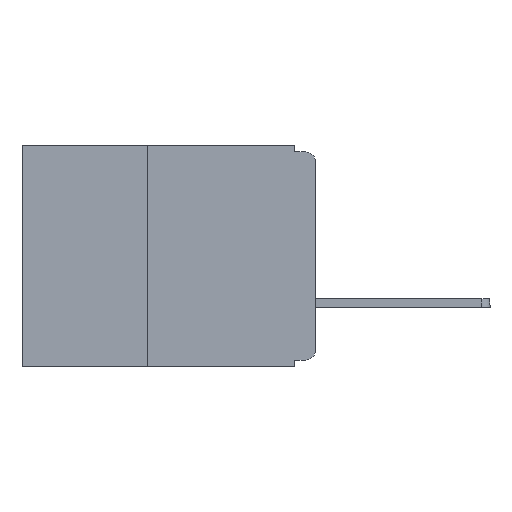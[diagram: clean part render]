
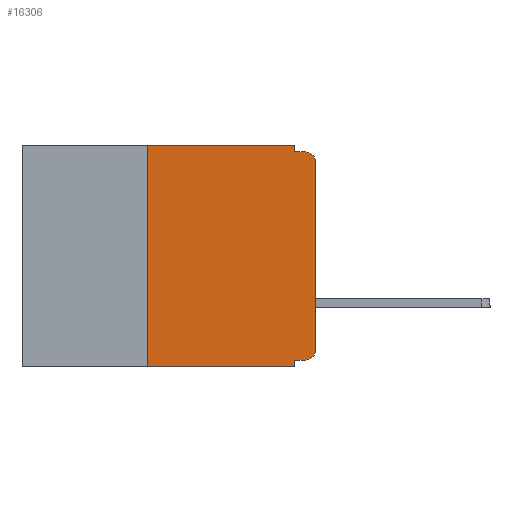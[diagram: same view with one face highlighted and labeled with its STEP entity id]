
A CAD part, left-side view. The second image highlights one B-rep face of the part: STEP entity #16306.
In plain terms, the highlighted planar face has unit normal (-1, 0, 0).
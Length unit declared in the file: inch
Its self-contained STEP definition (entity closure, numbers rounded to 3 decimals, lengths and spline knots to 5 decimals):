
#531 = DIRECTION ( 'NONE',  ( 0., -1., 0. ) ) ;
#775 = FACE_OUTER_BOUND ( 'NONE', #7677, .T. ) ;
#881 = EDGE_CURVE ( 'NONE', #28908, #3386, #20611, .T. ) ;
#1001 = VERTEX_POINT ( 'NONE', #22474 ) ;
#1069 = LINE ( 'NONE', #22171, #12599 ) ;
#1110 = CIRCLE ( 'NONE', #21331, 0.015 ) ;
#1322 = LINE ( 'NONE', #14347, #20418 ) ;
#3386 = VERTEX_POINT ( 'NONE', #19428 ) ;
#3850 = VERTEX_POINT ( 'NONE', #12307 ) ;
#4449 = DIRECTION ( 'NONE',  ( 1., 0., 0. ) ) ;
#4461 = LINE ( 'NONE', #23608, #28156 ) ;
#4991 = ORIENTED_EDGE ( 'NONE', *, *, #881, .F. ) ;
#5244 = LINE ( 'NONE', #27296, #10663 ) ;
#6046 = DIRECTION ( 'NONE',  ( 0., -1., 0. ) ) ;
#6554 = EDGE_CURVE ( 'NONE', #12466, #27437, #10396, .T. ) ;
#6656 = DIRECTION ( 'NONE',  ( -1., 0., 0. ) ) ;
#6689 = PLANE ( 'NONE',  #24850 ) ;
#7043 = CARTESIAN_POINT ( 'NONE',  ( 0., 0., -0.025 ) ) ;
#7677 = EDGE_LOOP ( 'NONE', ( #8849, #26822, #20671, #22760, #9170, #4991, #15662, #16377, #20633, #26879 ) ) ;
#8032 = EDGE_CURVE ( 'NONE', #27007, #1001, #5244, .T. ) ;
#8288 = CARTESIAN_POINT ( 'NONE',  ( 0., 0.25, -0.33 ) ) ;
#8525 = CARTESIAN_POINT ( 'NONE',  ( 0., 0., -0.32 ) ) ;
#8849 = ORIENTED_EDGE ( 'NONE', *, *, #6554, .T. ) ;
#8889 = EDGE_CURVE ( 'NONE', #3386, #27007, #4461, .T. ) ;
#9164 = CARTESIAN_POINT ( 'NONE',  ( 0., 0.031, -0.32 ) ) ;
#9170 = ORIENTED_EDGE ( 'NONE', *, *, #8889, .F. ) ;
#9215 = VECTOR ( 'NONE', #14803, 39.37008 ) ;
#9774 = EDGE_CURVE ( 'NONE', #26667, #12466, #15188, .T. ) ;
#10382 = CARTESIAN_POINT ( 'NONE',  ( 0., 0.015, -0.025 ) ) ;
#10396 = LINE ( 'NONE', #26901, #21946 ) ;
#10663 = VECTOR ( 'NONE', #25049, 39.37008 ) ;
#10800 = CARTESIAN_POINT ( 'NONE',  ( 0., 0.25, -0.33 ) ) ;
#11831 = AXIS2_PLACEMENT_3D ( 'NONE', #20427, #6656, #22752 ) ;
#11956 = DIRECTION ( 'NONE',  ( 0., 0., 1. ) ) ;
#12307 = CARTESIAN_POINT ( 'NONE',  ( 0., 0.031, -0.33 ) ) ;
#12466 = VERTEX_POINT ( 'NONE', #24321 ) ;
#12501 = CARTESIAN_POINT ( 'NONE',  ( 0., 0.031, -0.33 ) ) ;
#12599 = VECTOR ( 'NONE', #6046, 39.37008 ) ;
#12697 = DIRECTION ( 'NONE',  ( 0., 0., -1. ) ) ;
#13154 = DIRECTION ( 'NONE',  ( 0., 0., 1. ) ) ;
#13595 = CARTESIAN_POINT ( 'NONE',  ( 0., 0.437, 0. ) ) ;
#14347 = CARTESIAN_POINT ( 'NONE',  ( 0., 0.437, -0.33 ) ) ;
#14469 = VECTOR ( 'NONE', #11956, 39.37008 ) ;
#14803 = DIRECTION ( 'NONE',  ( 0., 0., -1. ) ) ;
#15188 = CIRCLE ( 'NONE', #11831, 0.015 ) ;
#15662 = ORIENTED_EDGE ( 'NONE', *, *, #23567, .T. ) ;
#16306 = ADVANCED_FACE ( 'NONE', ( #775 ), #6689, .F. ) ;
#16377 = ORIENTED_EDGE ( 'NONE', *, *, #18376, .F. ) ;
#17581 = CARTESIAN_POINT ( 'NONE',  ( 0., 0.031, 0. ) ) ;
#17720 = DIRECTION ( 'NONE',  ( 0., 1., 0. ) ) ;
#17841 = LINE ( 'NONE', #8525, #29271 ) ;
#18376 = EDGE_CURVE ( 'NONE', #21277, #3850, #21448, .T. ) ;
#19428 = CARTESIAN_POINT ( 'NONE',  ( 0., 0.25, 0. ) ) ;
#20256 = VERTEX_POINT ( 'NONE', #23266 ) ;
#20418 = VECTOR ( 'NONE', #531, 39.37008 ) ;
#20427 = CARTESIAN_POINT ( 'NONE',  ( 0., 0.015, -0.305 ) ) ;
#20458 = EDGE_CURVE ( 'NONE', #27437, #20256, #1110, .T. ) ;
#20572 = DIRECTION ( 'NONE',  ( 0., 0., -1. ) ) ;
#20611 = LINE ( 'NONE', #10800, #14469 ) ;
#20633 = ORIENTED_EDGE ( 'NONE', *, *, #23862, .F. ) ;
#20671 = ORIENTED_EDGE ( 'NONE', *, *, #26957, .F. ) ;
#21086 = CARTESIAN_POINT ( 'NONE',  ( 0., 0.015, -0.32 ) ) ;
#21277 = VERTEX_POINT ( 'NONE', #9164 ) ;
#21331 = AXIS2_PLACEMENT_3D ( 'NONE', #10382, #26439, #12697 ) ;
#21448 = LINE ( 'NONE', #12501, #9215 ) ;
#21946 = VECTOR ( 'NONE', #13154, 39.37008 ) ;
#22171 = CARTESIAN_POINT ( 'NONE',  ( 0., 0., -0.01 ) ) ;
#22474 = CARTESIAN_POINT ( 'NONE',  ( 0., 0.031, -0.01 ) ) ;
#22752 = DIRECTION ( 'NONE',  ( 0., 0., -1. ) ) ;
#22760 = ORIENTED_EDGE ( 'NONE', *, *, #8032, .F. ) ;
#23266 = CARTESIAN_POINT ( 'NONE',  ( 0., 0.015, -0.01 ) ) ;
#23567 = EDGE_CURVE ( 'NONE', #28908, #3850, #1322, .T. ) ;
#23608 = CARTESIAN_POINT ( 'NONE',  ( 0., 0.437, 0. ) ) ;
#23862 = EDGE_CURVE ( 'NONE', #26667, #21277, #17841, .T. ) ;
#24321 = CARTESIAN_POINT ( 'NONE',  ( 0., 0., -0.305 ) ) ;
#24850 = AXIS2_PLACEMENT_3D ( 'NONE', #13595, #4449, #20572 ) ;
#25049 = DIRECTION ( 'NONE',  ( 0., 0., -1. ) ) ;
#25792 = DIRECTION ( 'NONE',  ( 0., -1., 0. ) ) ;
#26439 = DIRECTION ( 'NONE',  ( -1., 0., 0. ) ) ;
#26667 = VERTEX_POINT ( 'NONE', #21086 ) ;
#26822 = ORIENTED_EDGE ( 'NONE', *, *, #20458, .T. ) ;
#26879 = ORIENTED_EDGE ( 'NONE', *, *, #9774, .T. ) ;
#26901 = CARTESIAN_POINT ( 'NONE',  ( 0., 0., 0. ) ) ;
#26957 = EDGE_CURVE ( 'NONE', #1001, #20256, #1069, .T. ) ;
#27007 = VERTEX_POINT ( 'NONE', #17581 ) ;
#27296 = CARTESIAN_POINT ( 'NONE',  ( 0., 0.031, 0. ) ) ;
#27437 = VERTEX_POINT ( 'NONE', #7043 ) ;
#28156 = VECTOR ( 'NONE', #25792, 39.37008 ) ;
#28908 = VERTEX_POINT ( 'NONE', #8288 ) ;
#29271 = VECTOR ( 'NONE', #17720, 39.37008 ) ;
